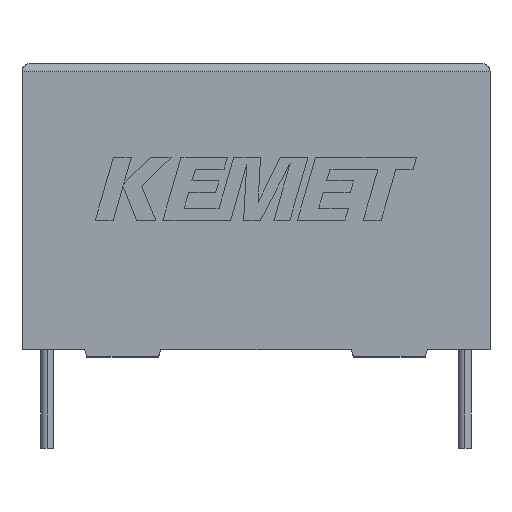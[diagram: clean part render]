
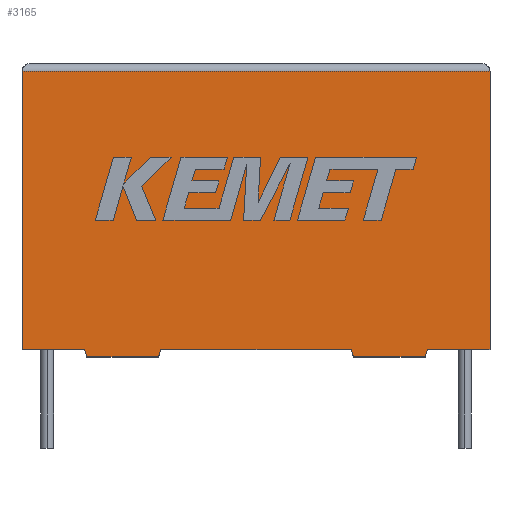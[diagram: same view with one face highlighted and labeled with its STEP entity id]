
A CAD part, top view. The second image highlights one B-rep face of the part: STEP entity #3165.
In plain terms, the highlighted planar face has unit normal (0, 0, 1).
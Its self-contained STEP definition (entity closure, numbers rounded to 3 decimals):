
#4 = LINE ( 'NONE', #2879, #1581 ) ;
#19 = CARTESIAN_POINT ( 'NONE',  ( 0., 0., 10.3 ) ) ;
#38 = LINE ( 'NONE', #2471, #2560 ) ;
#44 = CARTESIAN_POINT ( 'NONE',  ( 30.8, 18.3, 10.3 ) ) ;
#60 = EDGE_CURVE ( 'NONE', #2788, #508, #966, .T. ) ;
#146 = ORIENTED_EDGE ( 'NONE', *, *, #3223, .F. ) ;
#195 = DIRECTION ( 'NONE',  ( -0.287, -0.958, 0. ) ) ;
#216 = VECTOR ( 'NONE', #758, 1000. ) ;
#270 = ORIENTED_EDGE ( 'NONE', *, *, #2666, .T. ) ;
#293 = EDGE_LOOP ( 'NONE', ( #847, #270, #2480, #937, #2239, #3168, #2000, #1614, #2939, #2084, #146, #2263 ) ) ;
#298 = VECTOR ( 'NONE', #2951, 1000. ) ;
#302 = LINE ( 'NONE', #1852, #2883 ) ;
#354 = VERTEX_POINT ( 'NONE', #629 ) ;
#360 = EDGE_CURVE ( 'NONE', #1352, #2788, #302, .T. ) ;
#377 = CARTESIAN_POINT ( 'NONE',  ( 0., 0., 10.3 ) ) ;
#423 = DIRECTION ( 'NONE',  ( 0., 1., 0. ) ) ;
#445 = CARTESIAN_POINT ( 'NONE',  ( 0., 0., 10.3 ) ) ;
#507 = EDGE_CURVE ( 'NONE', #2524, #721, #690, .T. ) ;
#508 = VERTEX_POINT ( 'NONE', #1460 ) ;
#521 = CARTESIAN_POINT ( 'NONE',  ( 0., 18.3, 10.3 ) ) ;
#629 = CARTESIAN_POINT ( 'NONE',  ( 30.8, 0., 10.3 ) ) ;
#675 = VECTOR ( 'NONE', #1678, 1000. ) ;
#685 = VECTOR ( 'NONE', #2523, 1000. ) ;
#690 = LINE ( 'NONE', #1961, #298 ) ;
#691 = CARTESIAN_POINT ( 'NONE',  ( 21.824, -0.5, 10.3 ) ) ;
#710 = CARTESIAN_POINT ( 'NONE',  ( 0., 18.3, 10.3 ) ) ;
#721 = VERTEX_POINT ( 'NONE', #1562 ) ;
#758 = DIRECTION ( 'NONE',  ( 1., 0., 0. ) ) ;
#786 = VERTEX_POINT ( 'NONE', #521 ) ;
#802 = AXIS2_PLACEMENT_3D ( 'NONE', #377, #1134, #3144 ) ;
#847 = ORIENTED_EDGE ( 'NONE', *, *, #925, .T. ) ;
#911 = CARTESIAN_POINT ( 'NONE',  ( 9.126, 0., 10.3 ) ) ;
#925 = EDGE_CURVE ( 'NONE', #354, #2033, #2357, .T. ) ;
#937 = ORIENTED_EDGE ( 'NONE', *, *, #1874, .T. ) ;
#943 = LINE ( 'NONE', #691, #2337 ) ;
#966 = LINE ( 'NONE', #3043, #216 ) ;
#978 = VERTEX_POINT ( 'NONE', #445 ) ;
#985 = LINE ( 'NONE', #1171, #1221 ) ;
#990 = EDGE_CURVE ( 'NONE', #508, #2257, #2877, .T. ) ;
#994 = LINE ( 'NONE', #19, #685 ) ;
#1091 = LINE ( 'NONE', #1691, #2491 ) ;
#1134 = DIRECTION ( 'NONE',  ( 0., 0., -1. ) ) ;
#1165 = CARTESIAN_POINT ( 'NONE',  ( 30.8, 0., 10.3 ) ) ;
#1171 = CARTESIAN_POINT ( 'NONE',  ( 0., 0., 10.3 ) ) ;
#1192 = CARTESIAN_POINT ( 'NONE',  ( 8.976, -0.5, 10.3 ) ) ;
#1221 = VECTOR ( 'NONE', #3200, 1000. ) ;
#1235 = CARTESIAN_POINT ( 'NONE',  ( 26.686, 0., 10.3 ) ) ;
#1343 = FACE_OUTER_BOUND ( 'NONE', #293, .T. ) ;
#1352 = VERTEX_POINT ( 'NONE', #2058 ) ;
#1452 = DIRECTION ( 'NONE',  ( 0.287, 0.958, 0. ) ) ;
#1460 = CARTESIAN_POINT ( 'NONE',  ( 8.976, -0.5, 10.3 ) ) ;
#1516 = VECTOR ( 'NONE', #423, 1000. ) ;
#1562 = CARTESIAN_POINT ( 'NONE',  ( 21.824, -0.5, 10.3 ) ) ;
#1581 = VECTOR ( 'NONE', #2381, 1000. ) ;
#1613 = EDGE_CURVE ( 'NONE', #2935, #354, #4, .T. ) ;
#1614 = ORIENTED_EDGE ( 'NONE', *, *, #2755, .T. ) ;
#1632 = CARTESIAN_POINT ( 'NONE',  ( 4.264, -0.5, 10.3 ) ) ;
#1678 = DIRECTION ( 'NONE',  ( -1., 0., 0. ) ) ;
#1691 = CARTESIAN_POINT ( 'NONE',  ( 26.686, 0., 10.3 ) ) ;
#1801 = EDGE_CURVE ( 'NONE', #721, #2352, #943, .T. ) ;
#1852 = CARTESIAN_POINT ( 'NONE',  ( 4.114, 0., 10.3 ) ) ;
#1874 = EDGE_CURVE ( 'NONE', #978, #1352, #38, .T. ) ;
#1898 = DIRECTION ( 'NONE',  ( 0.287, -0.958, 0. ) ) ;
#1951 = CARTESIAN_POINT ( 'NONE',  ( 26.536, -0.5, 10.3 ) ) ;
#1961 = CARTESIAN_POINT ( 'NONE',  ( 26.536, -0.5, 10.3 ) ) ;
#2000 = ORIENTED_EDGE ( 'NONE', *, *, #990, .T. ) ;
#2010 = LINE ( 'NONE', #710, #675 ) ;
#2033 = VERTEX_POINT ( 'NONE', #44 ) ;
#2058 = CARTESIAN_POINT ( 'NONE',  ( 4.114, 0., 10.3 ) ) ;
#2084 = ORIENTED_EDGE ( 'NONE', *, *, #507, .F. ) ;
#2165 = PLANE ( 'NONE',  #802 ) ;
#2239 = ORIENTED_EDGE ( 'NONE', *, *, #360, .T. ) ;
#2257 = VERTEX_POINT ( 'NONE', #911 ) ;
#2263 = ORIENTED_EDGE ( 'NONE', *, *, #1613, .T. ) ;
#2337 = VECTOR ( 'NONE', #2494, 1000. ) ;
#2352 = VERTEX_POINT ( 'NONE', #2437 ) ;
#2357 = LINE ( 'NONE', #1165, #1516 ) ;
#2381 = DIRECTION ( 'NONE',  ( 1., 0., 0. ) ) ;
#2437 = CARTESIAN_POINT ( 'NONE',  ( 21.674, 0., 10.3 ) ) ;
#2471 = CARTESIAN_POINT ( 'NONE',  ( 0., 0., 10.3 ) ) ;
#2480 = ORIENTED_EDGE ( 'NONE', *, *, #3250, .T. ) ;
#2491 = VECTOR ( 'NONE', #195, 1000. ) ;
#2494 = DIRECTION ( 'NONE',  ( -0.287, 0.958, 0. ) ) ;
#2523 = DIRECTION ( 'NONE',  ( 1., 0., 0. ) ) ;
#2524 = VERTEX_POINT ( 'NONE', #1951 ) ;
#2560 = VECTOR ( 'NONE', #3227, 1000. ) ;
#2666 = EDGE_CURVE ( 'NONE', #2033, #786, #2010, .T. ) ;
#2755 = EDGE_CURVE ( 'NONE', #2257, #2352, #994, .T. ) ;
#2788 = VERTEX_POINT ( 'NONE', #1632 ) ;
#2877 = LINE ( 'NONE', #1192, #3136 ) ;
#2879 = CARTESIAN_POINT ( 'NONE',  ( 0., 0., 10.3 ) ) ;
#2883 = VECTOR ( 'NONE', #1898, 1000. ) ;
#2935 = VERTEX_POINT ( 'NONE', #1235 ) ;
#2939 = ORIENTED_EDGE ( 'NONE', *, *, #1801, .F. ) ;
#2951 = DIRECTION ( 'NONE',  ( -1., 0., 0. ) ) ;
#3043 = CARTESIAN_POINT ( 'NONE',  ( 4.264, -0.5, 10.3 ) ) ;
#3136 = VECTOR ( 'NONE', #1452, 1000. ) ;
#3144 = DIRECTION ( 'NONE',  ( -1., 0., 0. ) ) ;
#3165 = ADVANCED_FACE ( 'NONE', ( #1343 ), #2165, .F. ) ;
#3168 = ORIENTED_EDGE ( 'NONE', *, *, #60, .T. ) ;
#3200 = DIRECTION ( 'NONE',  ( 0., -1., 0. ) ) ;
#3223 = EDGE_CURVE ( 'NONE', #2935, #2524, #1091, .T. ) ;
#3227 = DIRECTION ( 'NONE',  ( 1., 0., 0. ) ) ;
#3250 = EDGE_CURVE ( 'NONE', #786, #978, #985, .T. ) ;
